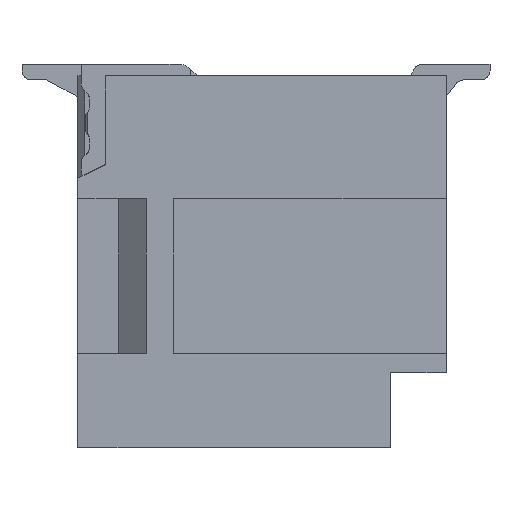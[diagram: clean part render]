
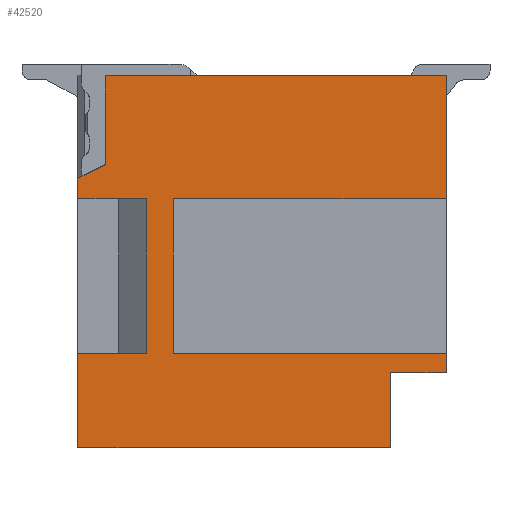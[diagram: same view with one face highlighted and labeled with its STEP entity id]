
A CAD part, front view. The second image highlights one B-rep face of the part: STEP entity #42520.
In plain terms, the highlighted planar face has unit normal (0, -1, 0).
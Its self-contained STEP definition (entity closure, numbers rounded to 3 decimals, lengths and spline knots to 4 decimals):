
#468 = VERTEX_POINT ( 'NONE', #16660 ) ;
#493 = VERTEX_POINT ( 'NONE', #23133 ) ;
#716 = ORIENTED_EDGE ( 'NONE', *, *, #52532, .F. ) ;
#1201 = CARTESIAN_POINT ( 'NONE',  ( 0., -9.5, -1.5 ) ) ;
#2477 = DIRECTION ( 'NONE',  ( 0., 0., -1. ) ) ;
#2721 = EDGE_CURVE ( 'NONE', #70382, #5536, #20580, .T. ) ;
#2984 = VERTEX_POINT ( 'NONE', #40889 ) ;
#3885 = ORIENTED_EDGE ( 'NONE', *, *, #68786, .F. ) ;
#4749 = PLANE ( 'NONE',  #26597 ) ;
#5536 = VERTEX_POINT ( 'NONE', #62503 ) ;
#6356 = EDGE_CURVE ( 'NONE', #15791, #493, #25423, .T. ) ;
#7652 = CARTESIAN_POINT ( 'NONE',  ( 5.52, -9.5, -4.07 ) ) ;
#7863 = ORIENTED_EDGE ( 'NONE', *, *, #88706, .F. ) ;
#8383 = CARTESIAN_POINT ( 'NONE',  ( 1.4, -9.5, -1.68 ) ) ;
#8704 = CARTESIAN_POINT ( 'NONE',  ( 0., -9.5, -4.07 ) ) ;
#9191 = EDGE_CURVE ( 'NONE', #5536, #80903, #81404, .T. ) ;
#9503 = VECTOR ( 'NONE', #60210, 1000. ) ;
#10162 = CARTESIAN_POINT ( 'NONE',  ( -0.1073, -9.5, -1.5537 ) ) ;
#11053 = ORIENTED_EDGE ( 'NONE', *, *, #24377, .F. ) ;
#11331 = CARTESIAN_POINT ( 'NONE',  ( 5.4, -9.5, 0.12 ) ) ;
#11349 = DIRECTION ( 'NONE',  ( 0., 0., 1. ) ) ;
#11499 = CARTESIAN_POINT ( 'NONE',  ( 5.4, -9.5, -1.8 ) ) ;
#11918 = LINE ( 'NONE', #19522, #72598 ) ;
#12011 = EDGE_CURVE ( 'NONE', #80903, #58239, #43268, .T. ) ;
#12054 = DIRECTION ( 'NONE',  ( 1., 0., 0. ) ) ;
#14552 = ORIENTED_EDGE ( 'NONE', *, *, #71404, .F. ) ;
#14996 = DIRECTION ( 'NONE',  ( 0., 0., -1. ) ) ;
#15387 = CARTESIAN_POINT ( 'NONE',  ( 4.58, -9.5, -5.45 ) ) ;
#15791 = VERTEX_POINT ( 'NONE', #21264 ) ;
#16184 = LINE ( 'NONE', #11331, #80554 ) ;
#16474 = LINE ( 'NONE', #10162, #79914 ) ;
#16660 = CARTESIAN_POINT ( 'NONE',  ( 5.4, -9.5, 0. ) ) ;
#19522 = CARTESIAN_POINT ( 'NONE',  ( 0., -9.5, -5.57 ) ) ;
#19713 = DIRECTION ( 'NONE',  ( -1., 0., 0. ) ) ;
#19810 = LINE ( 'NONE', #60625, #22255 ) ;
#20580 = LINE ( 'NONE', #73842, #83915 ) ;
#20653 = CARTESIAN_POINT ( 'NONE',  ( 0., -9.5, -5.45 ) ) ;
#21092 = VECTOR ( 'NONE', #80233, 1000. ) ;
#21264 = CARTESIAN_POINT ( 'NONE',  ( 1., -9.5, -4.07 ) ) ;
#21462 = CARTESIAN_POINT ( 'NONE',  ( 1.4, -9.5, -1.8 ) ) ;
#22255 = VECTOR ( 'NONE', #19713, 1000. ) ;
#22746 = ORIENTED_EDGE ( 'NONE', *, *, #6356, .F. ) ;
#23133 = CARTESIAN_POINT ( 'NONE',  ( 1., -9.5, -1.8 ) ) ;
#23187 = ORIENTED_EDGE ( 'NONE', *, *, #9191, .F. ) ;
#24377 = EDGE_CURVE ( 'NONE', #80168, #72693, #56797, .T. ) ;
#25423 = LINE ( 'NONE', #84667, #56646 ) ;
#26597 = AXIS2_PLACEMENT_3D ( 'NONE', #44873, #89552, #12054 ) ;
#27917 = LINE ( 'NONE', #8383, #89673 ) ;
#28034 = FACE_OUTER_BOUND ( 'NONE', #89702, .T. ) ;
#29376 = CARTESIAN_POINT ( 'NONE',  ( 0., -9.5, -1.8 ) ) ;
#30118 = VERTEX_POINT ( 'NONE', #21462 ) ;
#30753 = ORIENTED_EDGE ( 'NONE', *, *, #12011, .F. ) ;
#31307 = CARTESIAN_POINT ( 'NONE',  ( 0.4, -9.5, 0. ) ) ;
#31958 = LINE ( 'NONE', #31966, #63271 ) ;
#31966 = CARTESIAN_POINT ( 'NONE',  ( 4.58, -9.5, -4.23 ) ) ;
#36785 = EDGE_CURVE ( 'NONE', #72693, #74754, #72201, .T. ) ;
#37122 = CARTESIAN_POINT ( 'NONE',  ( 1.4, -9.5, -4.07 ) ) ;
#37163 = CARTESIAN_POINT ( 'NONE',  ( -0.12, -9.5, -1.8 ) ) ;
#38727 = CARTESIAN_POINT ( 'NONE',  ( 4.58, -9.5, -4.35 ) ) ;
#40889 = CARTESIAN_POINT ( 'NONE',  ( 0.4, -9.5, -1.3 ) ) ;
#41023 = CARTESIAN_POINT ( 'NONE',  ( -0.12, -9.5, 0. ) ) ;
#41204 = ORIENTED_EDGE ( 'NONE', *, *, #79589, .F. ) ;
#42520 = ADVANCED_FACE ( 'NONE', ( #28034 ), #4749, .F. ) ;
#43268 = LINE ( 'NONE', #57554, #74103 ) ;
#44873 = CARTESIAN_POINT ( 'NONE',  ( -0.12, -9.5, 0.12 ) ) ;
#45170 = VERTEX_POINT ( 'NONE', #11499 ) ;
#46183 = VERTEX_POINT ( 'NONE', #31307 ) ;
#46951 = VERTEX_POINT ( 'NONE', #29376 ) ;
#47052 = EDGE_CURVE ( 'NONE', #74754, #15791, #58091, .T. ) ;
#48310 = DIRECTION ( 'NONE',  ( 1., 0., 0. ) ) ;
#50824 = DIRECTION ( 'NONE',  ( 1., 0., 0. ) ) ;
#50834 = ORIENTED_EDGE ( 'NONE', *, *, #2721, .F. ) ;
#51156 = LINE ( 'NONE', #37163, #21092 ) ;
#52347 = CARTESIAN_POINT ( 'NONE',  ( 4.7, -9.5, -5.45 ) ) ;
#52496 = DIRECTION ( 'NONE',  ( 1., 0., 0. ) ) ;
#52532 = EDGE_CURVE ( 'NONE', #45170, #30118, #51156, .T. ) ;
#53055 = ORIENTED_EDGE ( 'NONE', *, *, #54301, .F. ) ;
#53537 = VERTEX_POINT ( 'NONE', #1201 ) ;
#54301 = EDGE_CURVE ( 'NONE', #2984, #46183, #66719, .T. ) ;
#55730 = VECTOR ( 'NONE', #73093, 1000. ) ;
#56646 = VECTOR ( 'NONE', #85863, 1000. ) ;
#56797 = LINE ( 'NONE', #52347, #55730 ) ;
#57554 = CARTESIAN_POINT ( 'NONE',  ( 5.52, -9.5, -4.35 ) ) ;
#58091 = LINE ( 'NONE', #7652, #87153 ) ;
#58239 = VERTEX_POINT ( 'NONE', #38727 ) ;
#60210 = DIRECTION ( 'NONE',  ( 0., 0., 1. ) ) ;
#60258 = EDGE_CURVE ( 'NONE', #30118, #70382, #27917, .T. ) ;
#60625 = CARTESIAN_POINT ( 'NONE',  ( -0.12, -9.5, -1.8 ) ) ;
#61718 = DIRECTION ( 'NONE',  ( 0., 0., 1. ) ) ;
#62054 = ORIENTED_EDGE ( 'NONE', *, *, #47052, .F. ) ;
#62415 = DIRECTION ( 'NONE',  ( 0., 0., -1. ) ) ;
#62503 = CARTESIAN_POINT ( 'NONE',  ( 5.4, -9.5, -4.07 ) ) ;
#63271 = VECTOR ( 'NONE', #62415, 1000. ) ;
#65021 = EDGE_CURVE ( 'NONE', #46183, #468, #69717, .T. ) ;
#65926 = EDGE_CURVE ( 'NONE', #468, #45170, #16184, .T. ) ;
#66107 = VECTOR ( 'NONE', #11349, 1000. ) ;
#66719 = LINE ( 'NONE', #75861, #66107 ) ;
#68786 = EDGE_CURVE ( 'NONE', #46951, #53537, #11918, .T. ) ;
#69095 = VECTOR ( 'NONE', #48310, 1000. ) ;
#69717 = LINE ( 'NONE', #41023, #69095 ) ;
#70382 = VERTEX_POINT ( 'NONE', #37122 ) ;
#71404 = EDGE_CURVE ( 'NONE', #58239, #80168, #31958, .T. ) ;
#72201 = LINE ( 'NONE', #80630, #9503 ) ;
#72598 = VECTOR ( 'NONE', #61718, 1000. ) ;
#72693 = VERTEX_POINT ( 'NONE', #20653 ) ;
#73093 = DIRECTION ( 'NONE',  ( -1., 0., 0. ) ) ;
#73745 = CARTESIAN_POINT ( 'NONE',  ( 5.4, -9.5, -4.35 ) ) ;
#73842 = CARTESIAN_POINT ( 'NONE',  ( 5.52, -9.5, -4.07 ) ) ;
#74037 = DIRECTION ( 'NONE',  ( 0.894, 0., 0.447 ) ) ;
#74103 = VECTOR ( 'NONE', #87402, 1000. ) ;
#74511 = ORIENTED_EDGE ( 'NONE', *, *, #60258, .F. ) ;
#74754 = VERTEX_POINT ( 'NONE', #8704 ) ;
#75861 = CARTESIAN_POINT ( 'NONE',  ( 0.4, -9.5, -1.42 ) ) ;
#77107 = ORIENTED_EDGE ( 'NONE', *, *, #65021, .F. ) ;
#79589 = EDGE_CURVE ( 'NONE', #53537, #2984, #16474, .T. ) ;
#79914 = VECTOR ( 'NONE', #74037, 1000. ) ;
#80168 = VERTEX_POINT ( 'NONE', #15387 ) ;
#80233 = DIRECTION ( 'NONE',  ( -1., 0., 0. ) ) ;
#80505 = VECTOR ( 'NONE', #2477, 1000. ) ;
#80554 = VECTOR ( 'NONE', #81806, 1000. ) ;
#80630 = CARTESIAN_POINT ( 'NONE',  ( 0., -9.5, -5.57 ) ) ;
#80903 = VERTEX_POINT ( 'NONE', #73745 ) ;
#81404 = LINE ( 'NONE', #87923, #80505 ) ;
#81806 = DIRECTION ( 'NONE',  ( 0., 0., -1. ) ) ;
#83915 = VECTOR ( 'NONE', #52496, 1000. ) ;
#84667 = CARTESIAN_POINT ( 'NONE',  ( 1., -9.5, -1.68 ) ) ;
#85553 = ORIENTED_EDGE ( 'NONE', *, *, #36785, .F. ) ;
#85863 = DIRECTION ( 'NONE',  ( 0., 0., 1. ) ) ;
#87153 = VECTOR ( 'NONE', #50824, 1000. ) ;
#87402 = DIRECTION ( 'NONE',  ( -1., 0., 0. ) ) ;
#87923 = CARTESIAN_POINT ( 'NONE',  ( 5.4, -9.5, 0.12 ) ) ;
#88706 = EDGE_CURVE ( 'NONE', #493, #46951, #19810, .T. ) ;
#89248 = ORIENTED_EDGE ( 'NONE', *, *, #65926, .F. ) ;
#89552 = DIRECTION ( 'NONE',  ( 0., 1., 0. ) ) ;
#89673 = VECTOR ( 'NONE', #14996, 1000. ) ;
#89702 = EDGE_LOOP ( 'NONE', ( #3885, #7863, #22746, #62054, #85553, #11053, #14552, #30753, #23187, #50834, #74511, #716, #89248, #77107, #53055, #41204 ) ) ;
